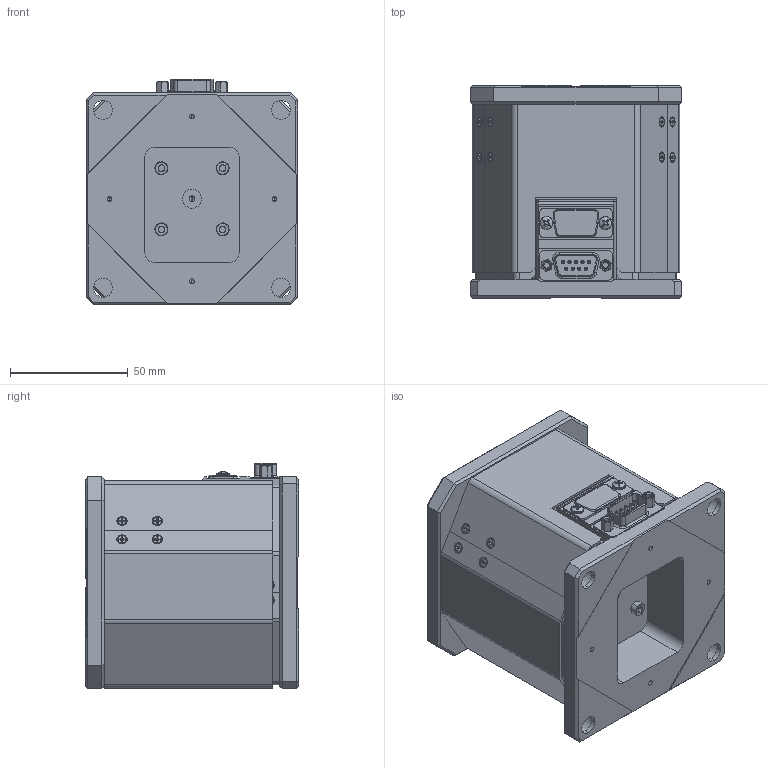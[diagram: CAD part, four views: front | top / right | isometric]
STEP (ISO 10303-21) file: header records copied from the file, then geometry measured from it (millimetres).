
FILE_DESCRIPTION (( 'STEP AP214' ), '1' );
FILE_NAME ('PZS-90-11010.STEP', '2013-10-28T22:52:49', ( '' ), ( '' ), 'SwSTEP 2.0', 'SolidWorks 2009', '' );
FILE_SCHEMA (( 'AUTOMOTIVE_DESIGN' ));
Length unit declared in the file: millimetre
Products named in the file (15): 110006-109 Connector D-sub Male SC; SCREW, MS-PFH, M-DIN_M2 x 0.4 x 04mm; 130008 D-sub Standoff; PZS-90-11010; 430578 PZS-90, CARRIAGE; 430577 PZS-90, BEARING MOUNT; 430576 PZS-90, BASE; 430582 PZS-90, OUTER BACK ENCLOSURE; DB9 Connector Cover, Digi-Key L17D4K63010; Screw, MS-PPH, E-NR_E4-40 x 3''16n; 430579 PZS-90, INNER FRONT ENCLOSURE; 430580 PZS-90, INNER BACK ENCLOSURE; 430581 PZS-90, OUTER FRONT ENCLOSURE; SCREW, SHCS-S, M-DIN_M3 x 0.5 x 08mm; SCREW, SHCS-S, M-DIN_M3 x 0.5 x 18mm
Assembly tree (43 placements, depth 2):
  PZS-90-11010
    SCREW, MS-PFH, M-DIN_M2 x 0.4 x 04mm  x18
    430577 PZS-90, BEARING MOUNT  x3
    430579 PZS-90, INNER FRONT ENCLOSURE
    SCREW, SHCS-S, M-DIN_M3 x 0.5 x 18mm  x4
    430581 PZS-90, OUTER FRONT ENCLOSURE
    Screw, MS-PPH, E-NR_E4-40 x 3''16n  x2
    130008 D-sub Standoff  x2
    SCREW, SHCS-S, M-DIN_M3 x 0.5 x 08mm  x6
    430580 PZS-90, INNER BACK ENCLOSURE
    DB9 Connector Cover, Digi-Key L17D4K63010
    430578 PZS-90, CARRIAGE
    430576 PZS-90, BASE
    430582 PZS-90, OUTER BACK ENCLOSURE
    110006-109 Connector D-sub Male SC
Bounding box: 90 x 90.5 x 95.8 mm (x, y, z)
Volume: 314313.4 mm3; surface area: 167729.8 mm2
Topology: 43 solids, 43 shells, 2322 faces, 5988 edges, 3781 vertices
Faces by surface type: plane 918, cylinder 855, cone 404, torus 141, sphere 4
Entity records: 37199 total; most frequent: DIRECTION 6523, CARTESIAN_POINT 6507, ORIENTED_EDGE 5818, EDGE_CURVE 2909, AXIS2_PLACEMENT_3D 2496, VERTEX_POINT 1866, VECTOR 1531, LINE 1531
